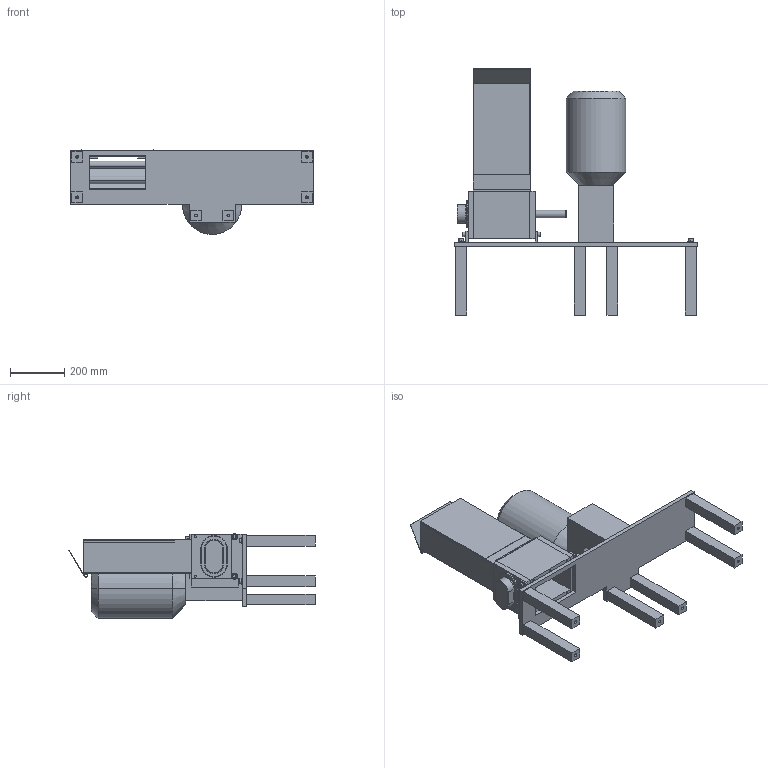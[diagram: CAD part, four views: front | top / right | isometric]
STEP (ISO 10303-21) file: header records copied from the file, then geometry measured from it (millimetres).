
FILE_DESCRIPTION (( 'STEP AP214' ), '1' );
FILE_NAME ('zomo.STEP', '2020-01-28T13:55:37', ( '' ), ( '' ), 'SwSTEP 2.0', 'SolidWorks 2019', '' );
FILE_SCHEMA (( 'AUTOMOTIVE_DESIGN' ));
Length unit declared in the file: millimetre
Products named in the file (22): Sheet-metal-2mm_Rear; Shaft_Long; 40x8mm_plate; Rear_plate; Allen_Screw; zomo; M8_washer; Shaft_Short; Hopper; Sheet-metal-2mm_Front; Bar_30mm wide 5mm thick; Side_plate; Sheet-metal-2mm_Lid; Sheet-metal-2mm_Side; shredder; Polycarbonate_sheet; Leg; Bar_20mm wide 5mm thick; Baseplate; End_cap; Front_Plate; Reducer+Motor
Assembly tree (45 placements, depth 4):
  zomo
    Baseplate
    shredder
      Front_Plate
      Side_plate  x2
      Rear_plate
      Shaft_Short
      Shaft_Long
      End_cap
      Hopper
        Bar_20mm wide 5mm thick  x2
        Sheet-metal-2mm_Side  x2
        Polycarbonate_sheet
        Bar_30mm wide 5mm thick  x2
        Sheet-metal-2mm_Rear
        Sheet-metal-2mm_Front
        Sheet-metal-2mm_Lid
    Reducer+Motor
    Leg  x6
    40x8mm_plate  x2
    M8_washer  x8
    Allen_Screw  x8
Bounding box: 900 x 911.04 x 313.5 mm (x, y, z)
Volume: 27519039.6 mm3; surface area: 2356090.1 mm2
Topology: 42 solids, 44 shells, 550 faces, 1233 edges, 804 vertices
Faces by surface type: plane 283, cylinder 219, cone 36, torus 12
Entity records: 9578 total; most frequent: DIRECTION 1653, CARTESIAN_POINT 1454, ORIENTED_EDGE 1346, EDGE_CURVE 675, AXIS2_PLACEMENT_3D 635, VERTEX_POINT 436, LINE 383, VECTOR 383
